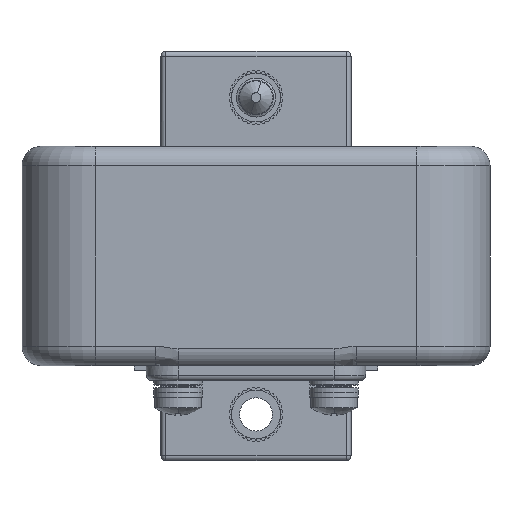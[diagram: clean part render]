
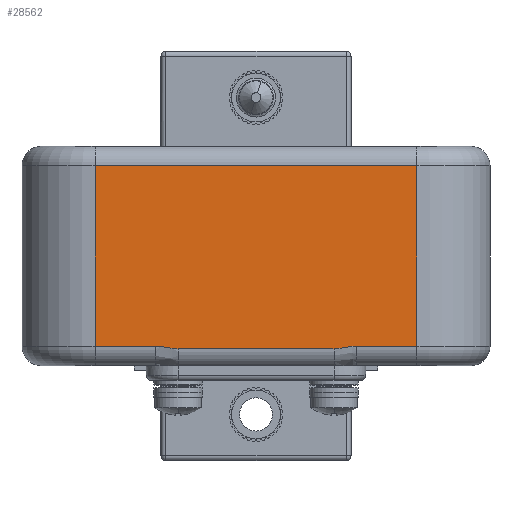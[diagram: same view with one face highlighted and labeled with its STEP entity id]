
A CAD part, front view. The second image highlights one B-rep face of the part: STEP entity #28562.
In plain terms, the highlighted planar face has unit normal (0, -1, 0).
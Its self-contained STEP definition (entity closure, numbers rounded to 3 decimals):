
#423 = VERTEX_POINT ( 'NONE', #15143 ) ;
#642 = CARTESIAN_POINT ( 'NONE',  ( 15., -116., 45. ) ) ;
#689 = CARTESIAN_POINT ( 'NONE',  ( 81., -116., 45. ) ) ;
#691 = CARTESIAN_POINT ( 'NONE',  ( 81., -116., 41. ) ) ;
#976 = B_SPLINE_CURVE_WITH_KNOTS ( 'NONE', 3,
 ( #23795, #19079, #16693, #4570, #18771, #21592, #11980, #6778, #28213, #16097 ),
 .UNSPECIFIED., .F., .F.,
 ( 4, 2, 2, 2, 4 ),
 ( 0., 0.001, 0.002, 0.004, 0.005 ),
 .UNSPECIFIED. ) ;
#1805 = VECTOR ( 'NONE', #12211, 1000. ) ;
#1820 = VERTEX_POINT ( 'NONE', #691 ) ;
#1973 = EDGE_LOOP ( 'NONE', ( #17825, #7952, #22246, #15439, #14702, #7450, #2509, #24809 ) ) ;
#2006 = CARTESIAN_POINT ( 'NONE',  ( 67.901, -116., 4. ) ) ;
#2509 = ORIENTED_EDGE ( 'NONE', *, *, #8594, .T. ) ;
#2673 = CARTESIAN_POINT ( 'NONE',  ( 15., -116., 41. ) ) ;
#3710 = EDGE_CURVE ( 'NONE', #423, #4427, #976, .T. ) ;
#4374 = CARTESIAN_POINT ( 'NONE',  ( 15., -116., 3.464 ) ) ;
#4427 = VERTEX_POINT ( 'NONE', #19976 ) ;
#4570 = CARTESIAN_POINT ( 'NONE',  ( 28.88, -116., 3.872 ) ) ;
#5114 = CARTESIAN_POINT ( 'NONE',  ( 15., -116., 4. ) ) ;
#5443 = VERTEX_POINT ( 'NONE', #18854 ) ;
#5447 = LINE ( 'NONE', #5114, #15417 ) ;
#5619 = EDGE_CURVE ( 'NONE', #5443, #15604, #9543, .T. ) ;
#6037 = CARTESIAN_POINT ( 'NONE',  ( 81., -116., 4. ) ) ;
#6133 = FACE_OUTER_BOUND ( 'NONE', #1973, .T. ) ;
#6778 = CARTESIAN_POINT ( 'NONE',  ( 31.212, -116., 3.496 ) ) ;
#7450 = ORIENTED_EDGE ( 'NONE', *, *, #8504, .T. ) ;
#7936 = EDGE_CURVE ( 'NONE', #16582, #20290, #17661, .T. ) ;
#7952 = ORIENTED_EDGE ( 'NONE', *, *, #22894, .T. ) ;
#8052 = VERTEX_POINT ( 'NONE', #30575 ) ;
#8504 = EDGE_CURVE ( 'NONE', #4427, #8052, #8953, .T. ) ;
#8594 = EDGE_CURVE ( 'NONE', #8052, #5443, #10145, .T. ) ;
#8771 = VECTOR ( 'NONE', #25123, 1000. ) ;
#8953 = LINE ( 'NONE', #4374, #21065 ) ;
#9403 = CARTESIAN_POINT ( 'NONE',  ( 64.397, -116., 3.464 ) ) ;
#9543 = LINE ( 'NONE', #21993, #1805 ) ;
#10145 = B_SPLINE_CURVE_WITH_KNOTS ( 'NONE', 3,
 ( #15183, #9403, #30824, #14279, #12517, #22269, #2006, #11614 ),
 .UNSPECIFIED., .F., .F.,
 ( 4, 2, 2, 4 ),
 ( 0., 0.001, 0.002, 0.005 ),
 .UNSPECIFIED. ) ;
#11125 = CARTESIAN_POINT ( 'NONE',  ( 15., -116., 4. ) ) ;
#11614 = CARTESIAN_POINT ( 'NONE',  ( 68.69, -116., 4. ) ) ;
#11979 = LINE ( 'NONE', #2673, #16908 ) ;
#11980 = CARTESIAN_POINT ( 'NONE',  ( 30.432, -116., 3.599 ) ) ;
#12211 = DIRECTION ( 'NONE',  ( 1., 0., 0. ) ) ;
#12517 = CARTESIAN_POINT ( 'NONE',  ( 65.959, -116., 3.669 ) ) ;
#14279 = CARTESIAN_POINT ( 'NONE',  ( 65.571, -116., 3.599 ) ) ;
#14702 = ORIENTED_EDGE ( 'NONE', *, *, #3710, .T. ) ;
#15143 = CARTESIAN_POINT ( 'NONE',  ( 27.31, -116., 4. ) ) ;
#15183 = CARTESIAN_POINT ( 'NONE',  ( 64., -116., 3.464 ) ) ;
#15417 = VECTOR ( 'NONE', #29090, 1000. ) ;
#15439 = ORIENTED_EDGE ( 'NONE', *, *, #30963, .T. ) ;
#15604 = VERTEX_POINT ( 'NONE', #6037 ) ;
#15756 = CARTESIAN_POINT ( 'NONE',  ( 15., -116., 45. ) ) ;
#16097 = CARTESIAN_POINT ( 'NONE',  ( 32., -116., 3.464 ) ) ;
#16204 = DIRECTION ( 'NONE',  ( 0., 1., 0. ) ) ;
#16571 = VECTOR ( 'NONE', #19872, 1000. ) ;
#16582 = VERTEX_POINT ( 'NONE', #19631 ) ;
#16693 = CARTESIAN_POINT ( 'NONE',  ( 28.099, -116., 3.969 ) ) ;
#16908 = VECTOR ( 'NONE', #24248, 1000. ) ;
#17661 = LINE ( 'NONE', #642, #16571 ) ;
#17825 = ORIENTED_EDGE ( 'NONE', *, *, #29141, .F. ) ;
#18595 = PLANE ( 'NONE',  #21296 ) ;
#18771 = CARTESIAN_POINT ( 'NONE',  ( 29.268, -116., 3.806 ) ) ;
#18854 = CARTESIAN_POINT ( 'NONE',  ( 68.69, -116., 4. ) ) ;
#19079 = CARTESIAN_POINT ( 'NONE',  ( 27.705, -116., 4. ) ) ;
#19631 = CARTESIAN_POINT ( 'NONE',  ( 15., -116., 41. ) ) ;
#19872 = DIRECTION ( 'NONE',  ( 0., 0., -1. ) ) ;
#19976 = CARTESIAN_POINT ( 'NONE',  ( 32., -116., 3.464 ) ) ;
#20290 = VERTEX_POINT ( 'NONE', #11125 ) ;
#20398 = LINE ( 'NONE', #689, #8771 ) ;
#21065 = VECTOR ( 'NONE', #25958, 1000. ) ;
#21296 = AXIS2_PLACEMENT_3D ( 'NONE', #15756, #16204, #23311 ) ;
#21592 = CARTESIAN_POINT ( 'NONE',  ( 30.044, -116., 3.669 ) ) ;
#21993 = CARTESIAN_POINT ( 'NONE',  ( 15., -116., 4. ) ) ;
#22246 = ORIENTED_EDGE ( 'NONE', *, *, #7936, .T. ) ;
#22269 = CARTESIAN_POINT ( 'NONE',  ( 67.123, -116., 3.874 ) ) ;
#22894 = EDGE_CURVE ( 'NONE', #1820, #16582, #11979, .T. ) ;
#23311 = DIRECTION ( 'NONE',  ( 0., 0., 1. ) ) ;
#23795 = CARTESIAN_POINT ( 'NONE',  ( 27.31, -116., 4. ) ) ;
#24248 = DIRECTION ( 'NONE',  ( -1., 0., 0. ) ) ;
#24809 = ORIENTED_EDGE ( 'NONE', *, *, #5619, .T. ) ;
#25123 = DIRECTION ( 'NONE',  ( 0., 0., -1. ) ) ;
#25958 = DIRECTION ( 'NONE',  ( 1., 0., 0. ) ) ;
#28213 = CARTESIAN_POINT ( 'NONE',  ( 31.604, -116., 3.464 ) ) ;
#28562 = ADVANCED_FACE ( 'NONE', ( #6133 ), #18595, .F. ) ;
#29090 = DIRECTION ( 'NONE',  ( 1., 0., 0. ) ) ;
#29141 = EDGE_CURVE ( 'NONE', #1820, #15604, #20398, .T. ) ;
#30575 = CARTESIAN_POINT ( 'NONE',  ( 64., -116., 3.464 ) ) ;
#30824 = CARTESIAN_POINT ( 'NONE',  ( 64.79, -116., 3.496 ) ) ;
#30963 = EDGE_CURVE ( 'NONE', #20290, #423, #5447, .T. ) ;
